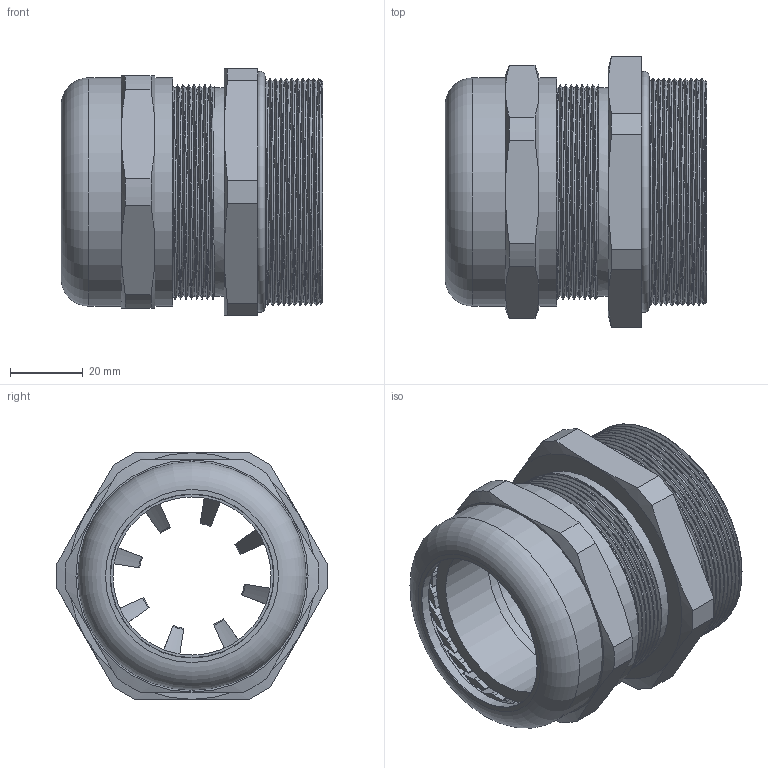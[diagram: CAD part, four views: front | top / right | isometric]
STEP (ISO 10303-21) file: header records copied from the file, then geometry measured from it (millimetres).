
FILE_DESCRIPTION(/* description */ ('Euro-Top-EMV 2. Gen. M 63x1,5, L= 18,00 mm'),/* implementation_level */ '2;1');
FILE_NAME(/* name */ '61480563-RST.stp',/* time_stamp */ '2020-02-13T12:59:05+01:00',/* author */ ('sl'),/* organization */ (''),/* preprocessor_version */ 'ST-DEVELOPER v16.5',/* originating_system */ 'Autodesk Inventor 2017',/* authorisation */ '');
FILE_SCHEMA (('AUTOMOTIVE_DESIGN { 1 0 10303 214 3 1 1 }'));
Length unit declared in the file: millimetre
Products named in the file (7): 61480563; 61480563_1; 61480563_2; 61480563_3; 61480563_4; 61480563_5; 61480563_6
Assembly tree (6 placements, depth 2):
  61480563
    61480563_1
    61480563_2
    61480563_3
    61480563_4
    61480563_5
    61480563_6
Bounding box: 72.13 x 74.8 x 68 mm (x, y, z)
Volume: 72181.3 mm3; surface area: 67479.1 mm2
Topology: 6 solids, 6 shells, 541 faces, 1522 edges, 999 vertices
Faces by surface type: plane 239, cylinder 195, torus 51, cone 50, bspline 6
Full cylindrical faces by diameter (mm): 43.6 x1, 45 x1, 45.2 x1, 49.8 x1, 50.05 x1, 50.8 x1, 51.86 x1, 52.92 x1, 53.48 x1, 54.16 x1, 54.5 x1, 55.8 x1, 57.37 x1, 57.43 x2, 57.608 x9, 59.292 x14, 61.278 x10, 63 x2, 66.278 x1
Entity records: 23820 total; most frequent: CARTESIAN_POINT 10748, ORIENTED_EDGE 2766, DIRECTION 2684, EDGE_CURVE 1383, AXIS2_PLACEMENT_3D 1027, VERTEX_POINT 924, LINE 630, VECTOR 630
